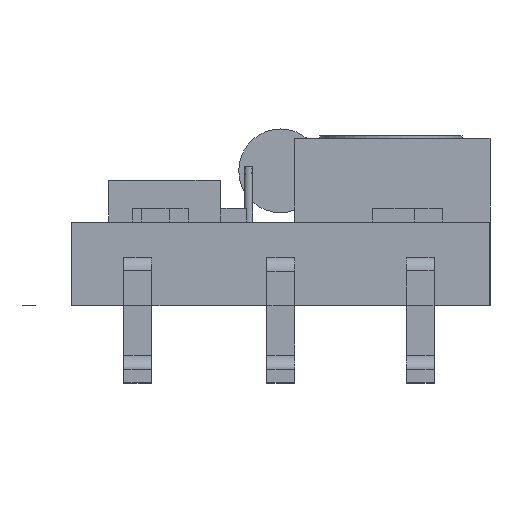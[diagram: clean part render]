
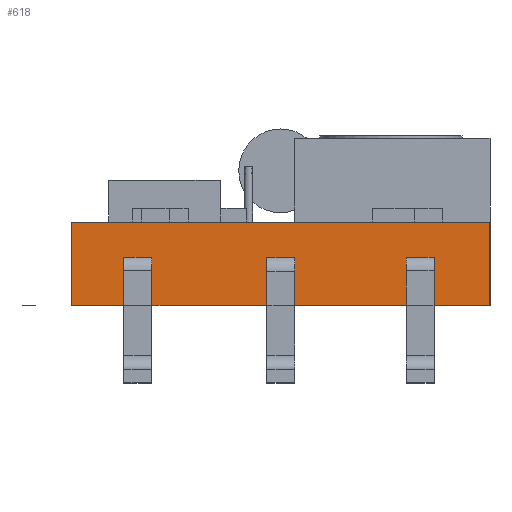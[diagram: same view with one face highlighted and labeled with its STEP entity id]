
A CAD part, left-side view. The second image highlights one B-rep face of the part: STEP entity #618.
In plain terms, the highlighted planar face has unit normal (-1, 0, 0).
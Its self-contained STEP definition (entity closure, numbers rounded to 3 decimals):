
#618=ADVANCED_FACE('',(#2036,#2038,#2040,#2042),#2044,.T.);
#2036=FACE_BOUND('',#2037,.T.);
#2037=EDGE_LOOP('',(#3244,#3245,#3246,#3247));
#2038=FACE_BOUND('',#2039,.T.);
#2039=EDGE_LOOP('',(#3248,#3249,#3250,#3251));
#2040=FACE_BOUND('',#2041,.T.);
#2041=EDGE_LOOP('',(#3252,#3253,#3254,#3255));
#2042=FACE_BOUND('',#2043,.T.);
#2043=EDGE_LOOP('',(#3256,#3257,#3258,#3259));
#2044=PLANE('',#2045);
#2045=AXIS2_PLACEMENT_3D('',#2046,#2047,#2048);
#2046=CARTESIAN_POINT('',(0.5,2.,0.018));
#2047=DIRECTION('',(-1.,0.,0.));
#2048=DIRECTION('',(0.,-1.,0.));
#3244=ORIENTED_EDGE('',*,*,#4125,.T.);
#3245=ORIENTED_EDGE('',*,*,#4126,.T.);
#3246=ORIENTED_EDGE('',*,*,#4127,.F.);
#3247=ORIENTED_EDGE('',*,*,#4128,.F.);
#3248=ORIENTED_EDGE('',*,*,#4129,.F.);
#3249=ORIENTED_EDGE('',*,*,#4130,.F.);
#3250=ORIENTED_EDGE('',*,*,#4131,.F.);
#3251=ORIENTED_EDGE('',*,*,#4132,.F.);
#3252=ORIENTED_EDGE('',*,*,#4047,.F.);
#3253=ORIENTED_EDGE('',*,*,#4133,.F.);
#3254=ORIENTED_EDGE('',*,*,#4043,.F.);
#3255=ORIENTED_EDGE('',*,*,#4134,.F.);
#3256=ORIENTED_EDGE('',*,*,#4135,.F.);
#3257=ORIENTED_EDGE('',*,*,#4136,.F.);
#3258=ORIENTED_EDGE('',*,*,#4137,.F.);
#3259=ORIENTED_EDGE('',*,*,#4138,.F.);
#4043=EDGE_CURVE('',#4527,#4529,#4530,.T.);
#4047=EDGE_CURVE('',#4535,#4537,#4538,.T.);
#4125=EDGE_CURVE('',#4671,#4672,#4673,.T.);
#4126=EDGE_CURVE('',#4672,#4674,#4675,.T.);
#4127=EDGE_CURVE('',#4676,#4674,#4677,.T.);
#4128=EDGE_CURVE('',#4671,#4676,#4678,.T.);
#4129=EDGE_CURVE('',#4679,#4680,#4681,.T.);
#4130=EDGE_CURVE('',#4682,#4679,#4683,.T.);
#4131=EDGE_CURVE('',#4684,#4682,#4685,.T.);
#4132=EDGE_CURVE('',#4680,#4684,#4686,.T.);
#4133=EDGE_CURVE('',#4529,#4535,#4687,.T.);
#4134=EDGE_CURVE('',#4537,#4527,#4688,.T.);
#4135=EDGE_CURVE('',#4689,#4690,#4691,.T.);
#4136=EDGE_CURVE('',#4692,#4689,#4693,.T.);
#4137=EDGE_CURVE('',#4694,#4692,#4695,.T.);
#4138=EDGE_CURVE('',#4690,#4694,#4696,.T.);
#4527=VERTEX_POINT('',#5392);
#4529=VERTEX_POINT('',#5396);
#4530=LINE('',#5397,#5398);
#4535=VERTEX_POINT('',#5409);
#4537=VERTEX_POINT('',#5413);
#4538=LINE('',#5414,#5415);
#4671=VERTEX_POINT('',#5715);
#4672=VERTEX_POINT('',#5716);
#4673=LINE('',#5717,#5718);
#4674=VERTEX_POINT('',#5720);
#4675=LINE('',#5721,#5722);
#4676=VERTEX_POINT('',#5724);
#4677=LINE('',#5725,#5726);
#4678=LINE('',#5728,#5729);
#4679=VERTEX_POINT('',#5731);
#4680=VERTEX_POINT('',#5732);
#4681=LINE('',#5733,#5734);
#4682=VERTEX_POINT('',#5736);
#4683=LINE('',#5737,#5738);
#4684=VERTEX_POINT('',#5740);
#4685=LINE('',#5741,#5742);
#4686=LINE('',#5744,#5745);
#4687=LINE('',#5747,#5748);
#4688=LINE('',#5750,#5751);
#4689=VERTEX_POINT('',#5753);
#4690=VERTEX_POINT('',#5754);
#4691=LINE('',#5755,#5756);
#4692=VERTEX_POINT('',#5758);
#4693=LINE('',#5759,#5760);
#4694=VERTEX_POINT('',#5762);
#4695=LINE('',#5763,#5764);
#4696=LINE('',#5766,#5767);
#5392=CARTESIAN_POINT('',(0.5,-5.,1.753));
#5396=CARTESIAN_POINT('',(0.5,-5.,1.253));
#5397=CARTESIAN_POINT('',(0.5,-5.,1.753));
#5398=VECTOR('',#5399,1.);
#5399=DIRECTION('',(0.,0.,-1.));
#5409=CARTESIAN_POINT('',(0.5,-6.,1.253));
#5413=CARTESIAN_POINT('',(0.5,-6.,1.753));
#5414=CARTESIAN_POINT('',(0.5,-6.,1.253));
#5415=VECTOR('',#5416,1.);
#5416=DIRECTION('',(0.,0.,1.));
#5715=CARTESIAN_POINT('',(0.5,2.,0.018));
#5716=CARTESIAN_POINT('',(0.5,-13.,0.018));
#5717=CARTESIAN_POINT('',(0.5,2.,0.018));
#5718=VECTOR('',#5719,1.);
#5719=DIRECTION('',(0.,-1.,0.));
#5720=CARTESIAN_POINT('',(0.5,-13.,3.018));
#5721=CARTESIAN_POINT('',(0.5,-13.,0.018));
#5722=VECTOR('',#5723,1.);
#5723=DIRECTION('',(0.,0.,1.));
#5724=CARTESIAN_POINT('',(0.5,2.,3.018));
#5725=CARTESIAN_POINT('',(0.5,2.,3.018));
#5726=VECTOR('',#5727,1.);
#5727=DIRECTION('',(0.,-1.,0.));
#5728=CARTESIAN_POINT('',(0.5,2.,0.018));
#5729=VECTOR('',#5730,1.);
#5730=DIRECTION('',(0.,0.,1.));
#5731=CARTESIAN_POINT('',(0.5,-0.873,1.268));
#5732=CARTESIAN_POINT('',(0.5,-0.873,1.768));
#5733=CARTESIAN_POINT('',(0.5,-0.873,1.268));
#5734=VECTOR('',#5735,1.);
#5735=DIRECTION('',(0.,0.,1.));
#5736=CARTESIAN_POINT('',(0.5,0.127,1.268));
#5737=CARTESIAN_POINT('',(0.5,0.127,1.268));
#5738=VECTOR('',#5739,1.);
#5739=DIRECTION('',(0.,-1.,0.));
#5740=CARTESIAN_POINT('',(0.5,0.127,1.768));
#5741=CARTESIAN_POINT('',(0.5,0.127,1.768));
#5742=VECTOR('',#5743,1.);
#5743=DIRECTION('',(0.,0.,-1.));
#5744=CARTESIAN_POINT('',(0.5,-0.873,1.768));
#5745=VECTOR('',#5746,1.);
#5746=DIRECTION('',(0.,1.,0.));
#5747=CARTESIAN_POINT('',(0.5,-5.,1.253));
#5748=VECTOR('',#5749,1.);
#5749=DIRECTION('',(0.,-1.,0.));
#5750=CARTESIAN_POINT('',(0.5,-6.,1.753));
#5751=VECTOR('',#5752,1.);
#5752=DIRECTION('',(0.,1.,0.));
#5753=CARTESIAN_POINT('',(0.5,-11.,1.268));
#5754=CARTESIAN_POINT('',(0.5,-11.,1.768));
#5755=CARTESIAN_POINT('',(0.5,-11.,1.268));
#5756=VECTOR('',#5757,1.);
#5757=DIRECTION('',(0.,0.,1.));
#5758=CARTESIAN_POINT('',(0.5,-10.,1.268));
#5759=CARTESIAN_POINT('',(0.5,-10.,1.268));
#5760=VECTOR('',#5761,1.);
#5761=DIRECTION('',(0.,-1.,0.));
#5762=CARTESIAN_POINT('',(0.5,-10.,1.768));
#5763=CARTESIAN_POINT('',(0.5,-10.,1.768));
#5764=VECTOR('',#5765,1.);
#5765=DIRECTION('',(0.,0.,-1.));
#5766=CARTESIAN_POINT('',(0.5,-11.,1.768));
#5767=VECTOR('',#5768,1.);
#5768=DIRECTION('',(0.,1.,0.));
